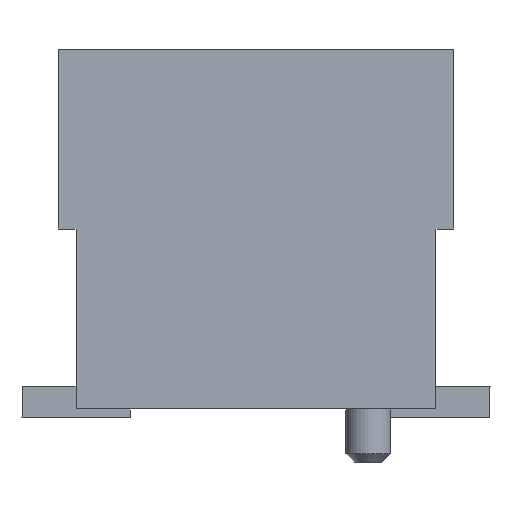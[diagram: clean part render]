
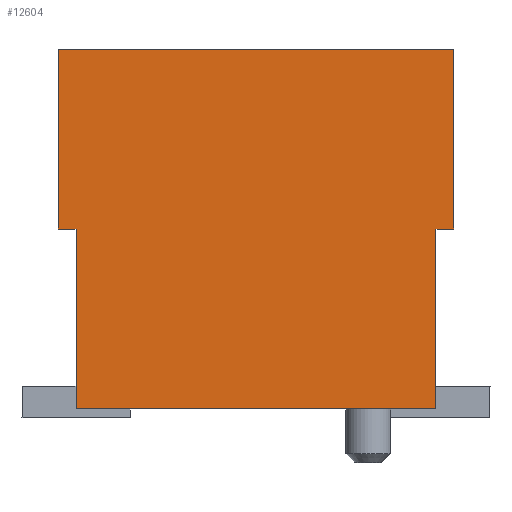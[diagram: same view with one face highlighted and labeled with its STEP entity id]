
A CAD part, left-side view. The second image highlights one B-rep face of the part: STEP entity #12604.
In plain terms, the highlighted planar face has unit normal (-1, 0, 0).
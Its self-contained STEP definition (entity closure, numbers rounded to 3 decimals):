
#770=FACE_OUTER_BOUND('',#1436,.T.);
#1436=EDGE_LOOP('',(#10607,#10608,#10609,#10610,#10611,#10612,#10613,#10614));
#2172=LINE('',#17964,#3904);
#2175=LINE('',#17970,#3907);
#2176=LINE('',#17973,#3908);
#2180=LINE('',#17982,#3912);
#2183=LINE('',#17988,#3915);
#2188=LINE('',#17997,#3920);
#3175=LINE('',#19970,#4907);
#3176=LINE('',#19971,#4908);
#3904=VECTOR('',#14730,10.);
#3907=VECTOR('',#14735,10.);
#3908=VECTOR('',#14738,10.);
#3912=VECTOR('',#14744,10.);
#3915=VECTOR('',#14749,10.);
#3920=VECTOR('',#14756,10.);
#4907=VECTOR('',#16403,10.);
#4908=VECTOR('',#16404,10.);
#5396=VERTEX_POINT('',#17958);
#5398=VERTEX_POINT('',#17962);
#5400=VERTEX_POINT('',#17968);
#5401=VERTEX_POINT('',#17972);
#5403=VERTEX_POINT('',#17978);
#5405=VERTEX_POINT('',#17981);
#5407=VERTEX_POINT('',#17987);
#5410=VERTEX_POINT('',#17995);
#6800=EDGE_CURVE('',#5396,#5398,#2172,.T.);
#6803=EDGE_CURVE('',#5400,#5398,#2175,.T.);
#6804=EDGE_CURVE('',#5401,#5396,#2176,.T.);
#6808=EDGE_CURVE('',#5403,#5405,#2180,.T.);
#6811=EDGE_CURVE('',#5405,#5407,#2183,.T.);
#6816=EDGE_CURVE('',#5410,#5403,#2188,.T.);
#7803=EDGE_CURVE('',#5410,#5401,#3175,.T.);
#7804=EDGE_CURVE('',#5400,#5407,#3176,.T.);
#10607=ORIENTED_EDGE('',*,*,#7803,.T.);
#10608=ORIENTED_EDGE('',*,*,#6804,.T.);
#10609=ORIENTED_EDGE('',*,*,#6800,.T.);
#10610=ORIENTED_EDGE('',*,*,#6803,.F.);
#10611=ORIENTED_EDGE('',*,*,#7804,.T.);
#10612=ORIENTED_EDGE('',*,*,#6811,.F.);
#10613=ORIENTED_EDGE('',*,*,#6808,.F.);
#10614=ORIENTED_EDGE('',*,*,#6816,.F.);
#11938=PLANE('',#13330);
#12604=ADVANCED_FACE('',(#770),#11938,.T.);
#13330=AXIS2_PLACEMENT_3D('',#19969,#16401,#16402);
#14730=DIRECTION('',(0.,-1.,0.));
#14735=DIRECTION('',(0.,0.,-1.));
#14738=DIRECTION('',(0.,0.,1.));
#14744=DIRECTION('',(0.,1.,0.));
#14749=DIRECTION('',(0.,0.,1.));
#14756=DIRECTION('',(0.,0.,1.));
#16401=DIRECTION('center_axis',(-1.,0.,0.));
#16402=DIRECTION('ref_axis',(0.,-1.,0.));
#16403=DIRECTION('',(0.,-1.,0.));
#16404=DIRECTION('',(0.,1.,0.));
#17958=CARTESIAN_POINT('',(-6.35,-2.,2.));
#17962=CARTESIAN_POINT('',(-6.35,-2.2,2.));
#17964=CARTESIAN_POINT('',(-6.35,-2.,2.));
#17968=CARTESIAN_POINT('',(-6.35,-2.2,4.));
#17970=CARTESIAN_POINT('',(-6.35,-2.2,2.));
#17972=CARTESIAN_POINT('',(-6.35,-2.,0.));
#17973=CARTESIAN_POINT('',(-6.35,-2.,0.));
#17978=CARTESIAN_POINT('',(-6.35,2.,2.));
#17981=CARTESIAN_POINT('',(-6.35,2.2,2.));
#17982=CARTESIAN_POINT('',(-6.35,2.,2.));
#17987=CARTESIAN_POINT('',(-6.35,2.2,4.));
#17988=CARTESIAN_POINT('',(-6.35,2.2,4.));
#17995=CARTESIAN_POINT('',(-6.35,2.,0.));
#17997=CARTESIAN_POINT('',(-6.35,2.,0.));
#19969=CARTESIAN_POINT('Origin',(-6.35,2.,0.));
#19970=CARTESIAN_POINT('',(-6.35,2.,0.));
#19971=CARTESIAN_POINT('',(-6.35,2.,4.));
